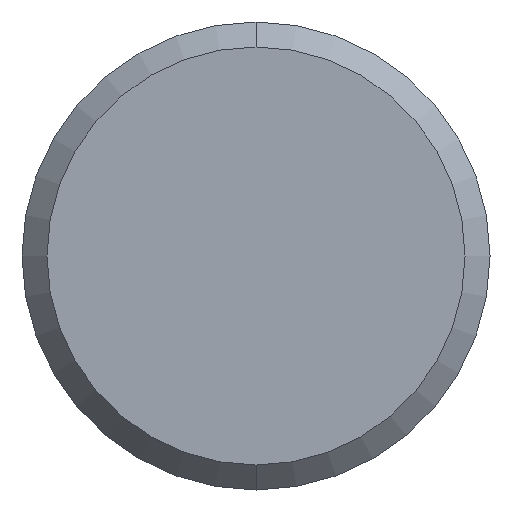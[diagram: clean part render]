
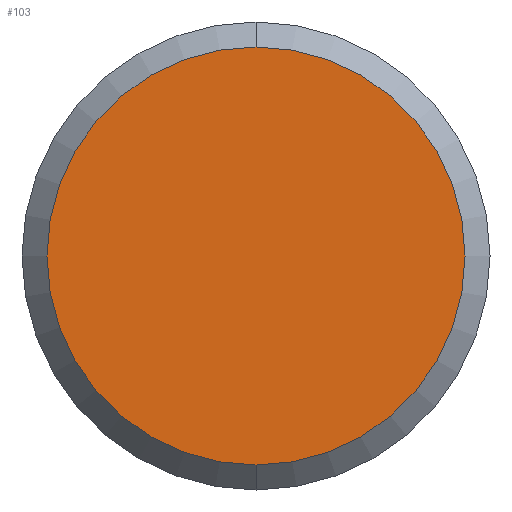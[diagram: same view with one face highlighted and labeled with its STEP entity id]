
A CAD part, front view. The second image highlights one B-rep face of the part: STEP entity #103.
In plain terms, the highlighted planar face has unit normal (0, -1, 0).
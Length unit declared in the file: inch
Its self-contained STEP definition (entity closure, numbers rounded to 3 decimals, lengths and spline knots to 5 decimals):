
#12 = CARTESIAN_POINT ( 'NONE',  ( 0., 0., 0. ) ) ;
#15 = DIRECTION ( 'NONE',  ( 0., -1., 0. ) ) ;
#27 = FACE_OUTER_BOUND ( 'NONE', #129, .T. ) ;
#36 = ORIENTED_EDGE ( 'NONE', *, *, #231, .T. ) ;
#45 = CIRCLE ( 'NONE', #108, 0.16735 ) ;
#50 = CARTESIAN_POINT ( 'NONE',  ( 0., 0., 0. ) ) ;
#73 = VERTEX_POINT ( 'NONE', #139 ) ;
#90 = DIRECTION ( 'NONE',  ( 0., -1., 0. ) ) ;
#98 = DIRECTION ( 'NONE',  ( 0., 0., 1. ) ) ;
#103 = ADVANCED_FACE ( 'NONE', ( #27 ), #203, .F. ) ;
#108 = AXIS2_PLACEMENT_3D ( 'NONE', #155, #90, #98 ) ;
#120 = CARTESIAN_POINT ( 'NONE',  ( 0., 0., -0.16735 ) ) ;
#123 = AXIS2_PLACEMENT_3D ( 'NONE', #12, #15, #147 ) ;
#129 = EDGE_LOOP ( 'NONE', ( #209, #36 ) ) ;
#130 = AXIS2_PLACEMENT_3D ( 'NONE', #50, #273, #198 ) ;
#139 = CARTESIAN_POINT ( 'NONE',  ( 0., 0., 0.16735 ) ) ;
#147 = DIRECTION ( 'NONE',  ( 0., 0., 1. ) ) ;
#155 = CARTESIAN_POINT ( 'NONE',  ( 0., 0., 0. ) ) ;
#172 = EDGE_CURVE ( 'NONE', #73, #256, #178, .T. ) ;
#178 = CIRCLE ( 'NONE', #123, 0.16735 ) ;
#198 = DIRECTION ( 'NONE',  ( 0., 0., 1. ) ) ;
#203 = PLANE ( 'NONE',  #130 ) ;
#209 = ORIENTED_EDGE ( 'NONE', *, *, #172, .T. ) ;
#231 = EDGE_CURVE ( 'NONE', #256, #73, #45, .T. ) ;
#256 = VERTEX_POINT ( 'NONE', #120 ) ;
#273 = DIRECTION ( 'NONE',  ( 0., 1., 0. ) ) ;
